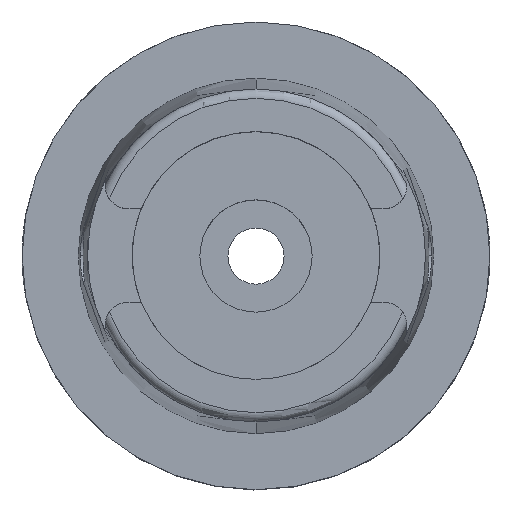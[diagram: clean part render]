
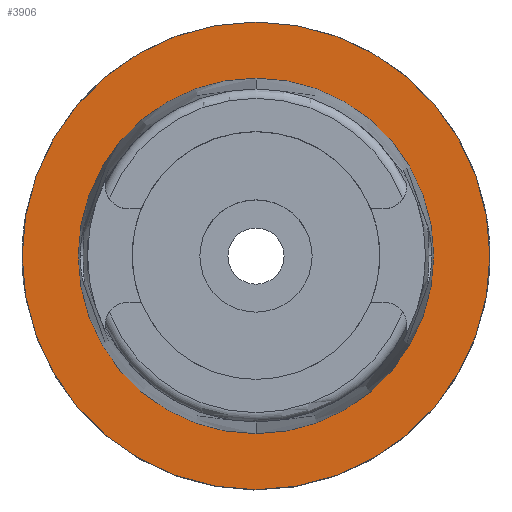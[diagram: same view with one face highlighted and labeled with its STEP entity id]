
A CAD part, top view. The second image highlights one B-rep face of the part: STEP entity #3906.
In plain terms, the highlighted planar face has unit normal (0, 0, 1).
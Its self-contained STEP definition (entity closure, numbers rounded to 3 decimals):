
#263 = FACE_OUTER_BOUND ( 'NONE', #3381, .T. ) ;
#334 = CARTESIAN_POINT ( 'NONE',  ( 0., 0., 0. ) ) ;
#434 = AXIS2_PLACEMENT_3D ( 'NONE', #3197, #2319, #5297 ) ;
#657 = DIRECTION ( 'NONE',  ( 0., 0., 1. ) ) ;
#721 = ORIENTED_EDGE ( 'NONE', *, *, #4300, .F. ) ;
#908 = EDGE_CURVE ( 'NONE', #3626, #4547, #1097, .T. ) ;
#1097 = CIRCLE ( 'NONE', #4243, 50. ) ;
#1159 = CARTESIAN_POINT ( 'NONE',  ( 0., 0., 0. ) ) ;
#1233 = ORIENTED_EDGE ( 'NONE', *, *, #908, .F. ) ;
#1241 = DIRECTION ( 'NONE',  ( 0., 0., -1. ) ) ;
#1525 = DIRECTION ( 'NONE',  ( 0., -1., 0. ) ) ;
#1539 = FACE_BOUND ( 'NONE', #3312, .T. ) ;
#1737 = AXIS2_PLACEMENT_3D ( 'NONE', #3358, #4201, #3717 ) ;
#2009 = VERTEX_POINT ( 'NONE', #2355 ) ;
#2319 = DIRECTION ( 'NONE',  ( 0., 0., 1. ) ) ;
#2355 = CARTESIAN_POINT ( 'NONE',  ( 0., -38., 0. ) ) ;
#2359 = DIRECTION ( 'NONE',  ( 0., 1., 0. ) ) ;
#2518 = CARTESIAN_POINT ( 'NONE',  ( 0., 0., 0. ) ) ;
#2524 = ORIENTED_EDGE ( 'NONE', *, *, #5411, .F. ) ;
#2624 = VERTEX_POINT ( 'NONE', #4753 ) ;
#3197 = CARTESIAN_POINT ( 'NONE',  ( 0., 0., 0. ) ) ;
#3235 = CARTESIAN_POINT ( 'NONE',  ( 0., 50., 0. ) ) ;
#3312 = EDGE_LOOP ( 'NONE', ( #721, #2524 ) ) ;
#3358 = CARTESIAN_POINT ( 'NONE',  ( 0., 0., 0. ) ) ;
#3375 = DIRECTION ( 'NONE',  ( 0., 1., 0. ) ) ;
#3381 = EDGE_LOOP ( 'NONE', ( #1233, #3828 ) ) ;
#3626 = VERTEX_POINT ( 'NONE', #3235 ) ;
#3717 = DIRECTION ( 'NONE',  ( 0., -1., 0. ) ) ;
#3794 = DIRECTION ( 'NONE',  ( 0., 0., 1. ) ) ;
#3828 = ORIENTED_EDGE ( 'NONE', *, *, #5091, .F. ) ;
#3850 = CARTESIAN_POINT ( 'NONE',  ( 0., -50., 0. ) ) ;
#3906 = ADVANCED_FACE ( 'NONE', ( #263, #1539 ), #4036, .T. ) ;
#4036 = PLANE ( 'NONE',  #434 ) ;
#4201 = DIRECTION ( 'NONE',  ( 0., 0., -1. ) ) ;
#4243 = AXIS2_PLACEMENT_3D ( 'NONE', #2518, #1241, #3375 ) ;
#4274 = CIRCLE ( 'NONE', #5187, 38. ) ;
#4300 = EDGE_CURVE ( 'NONE', #2624, #2009, #4339, .T. ) ;
#4335 = AXIS2_PLACEMENT_3D ( 'NONE', #1159, #657, #2359 ) ;
#4339 = CIRCLE ( 'NONE', #4335, 38. ) ;
#4424 = CIRCLE ( 'NONE', #1737, 50. ) ;
#4547 = VERTEX_POINT ( 'NONE', #3850 ) ;
#4753 = CARTESIAN_POINT ( 'NONE',  ( 0., 38., 0. ) ) ;
#5091 = EDGE_CURVE ( 'NONE', #4547, #3626, #4424, .T. ) ;
#5187 = AXIS2_PLACEMENT_3D ( 'NONE', #334, #3794, #1525 ) ;
#5297 = DIRECTION ( 'NONE',  ( 1., 0., 0. ) ) ;
#5411 = EDGE_CURVE ( 'NONE', #2009, #2624, #4274, .T. ) ;
